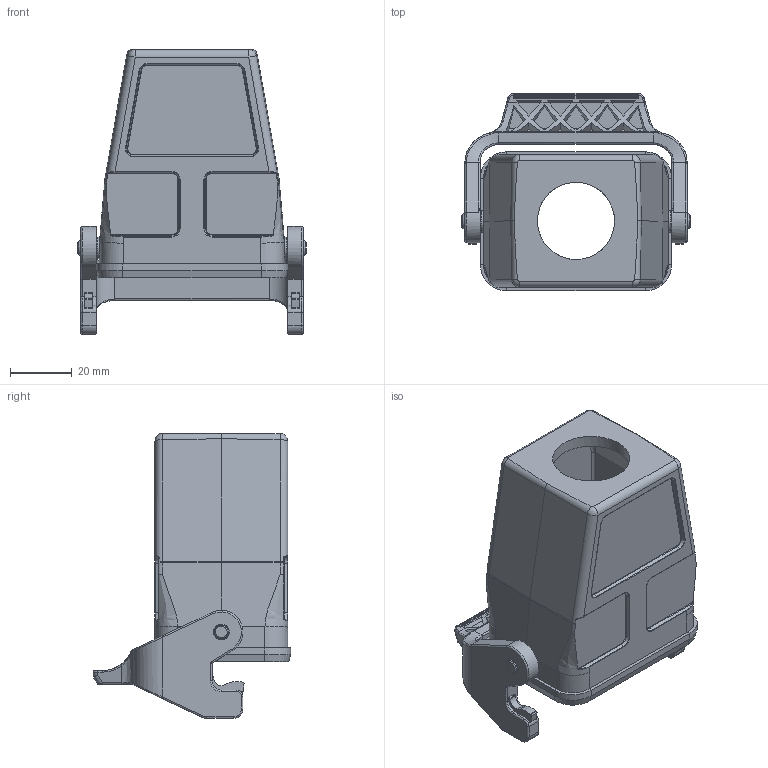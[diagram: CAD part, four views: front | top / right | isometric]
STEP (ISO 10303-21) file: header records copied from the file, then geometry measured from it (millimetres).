
FILE_DESCRIPTION(/* description */ (''),/* implementation_level */ '2;1');
FILE_NAME(/* name */ '100095010ugm000_d.stp',/* time_stamp */ '2017-10-31T10:59:58+01:00',/* author */ (''),/* organization */ (''),/* preprocessor_version */ 'ST-DEVELOPER v16',/* originating_system */ 'SIEMENS PLM Software NX 10.0',/* authorisation */ '');
FILE_SCHEMA (('AUTOMOTIVE_DESIGN { 1 0 10303 214 3 1 1 1 }'));
Length unit declared in the file: millimetre
Products named in the file (1): 100095010ugm000_d
Bounding box: 74 x 64 x 92.3 mm (x, y, z)
Volume: 64051 mm3; surface area: 38119.1 mm2
Topology: 2 solids, 2 shells, 747 faces, 1930 edges, 1200 vertices
Faces by surface type: plane 323, cylinder 200, bspline 130, torus 48, cone 40, sphere 6
Full cylindrical faces by diameter (mm): 2.74 x4, 2.95 x2, 4 x2, 4.8 x2, 5.1 x2, 7 x2, 25 x1
Entity records: 28795 total; most frequent: CARTESIAN_POINT 10283, ORIENTED_EDGE 3600, DIRECTION 3318, EDGE_CURVE 1800, AXIS2_PLACEMENT_3D 1191, VERTEX_POINT 1129, LINE 936, VECTOR 936
